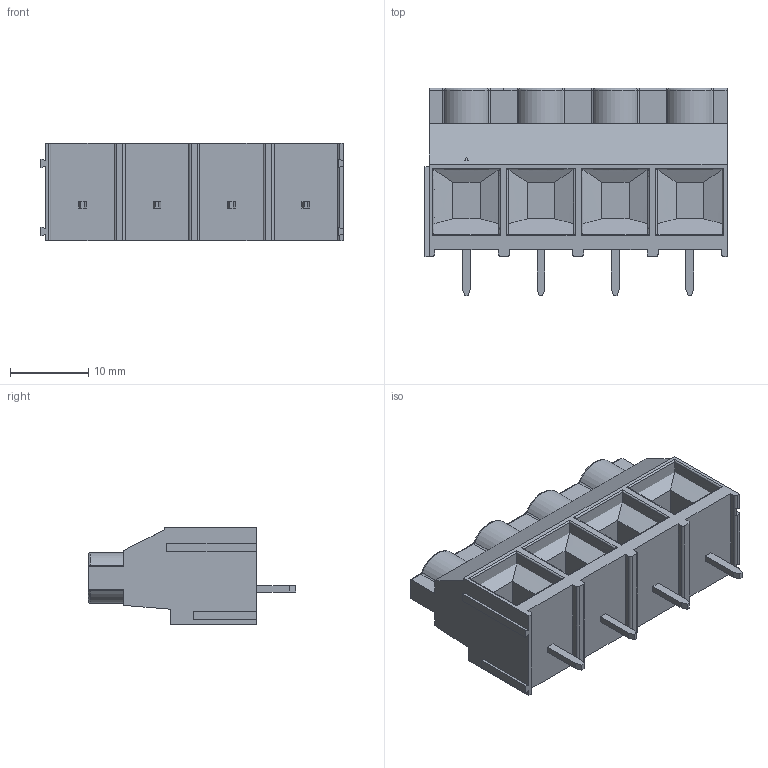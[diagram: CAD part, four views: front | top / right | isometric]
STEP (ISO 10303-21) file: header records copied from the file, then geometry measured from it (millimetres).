
FILE_DESCRIPTION (( 'STEP AP214' ), '1' );
FILE_NAME ('DG636-9.52-04P-14-00AH.STEP', '2021-01-16T22:23:02', ( '' ), ( '' ), 'SwSTEP 2.0', 'SolidWorks 2020', '' );
FILE_SCHEMA (( 'AUTOMOTIVE_DESIGN' ));
Length unit declared in the file: millimetre
Products named in the file (1): DG636-9.52-04P-14-00AH
Bounding box: 38.63 x 26.5 x 12.5 mm (x, y, z)
Volume: 6275 mm3; surface area: 4378.5 mm2
Topology: 1 solids, 1 shells, 596 faces, 1599 edges, 1050 vertices
Faces by surface type: plane 303, bspline 185, cylinder 68, torus 40
Entity records: 31830 total; most frequent: CARTESIAN_POINT 13835, ORIENTED_EDGE 3198, DIRECTION 2207, EDGE_CURVE 1599, VERTEX_POINT 1050, VECTOR 971, LINE 971, EDGE_LOOP 641
